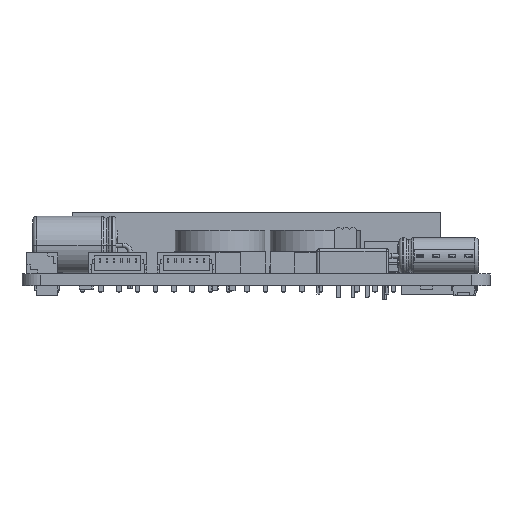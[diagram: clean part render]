
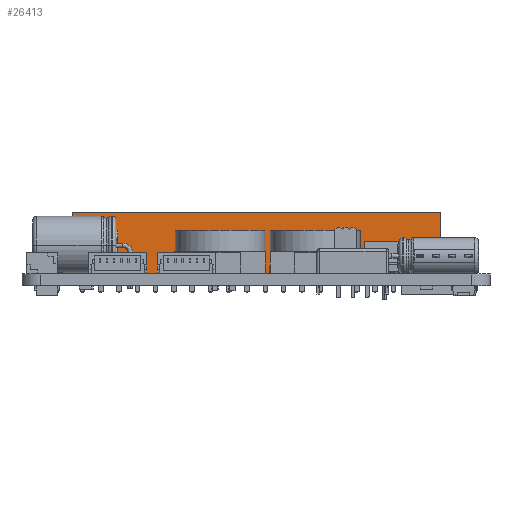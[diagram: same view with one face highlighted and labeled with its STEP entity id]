
A CAD part, front view. The second image highlights one B-rep face of the part: STEP entity #26413.
In plain terms, the highlighted face is planar.
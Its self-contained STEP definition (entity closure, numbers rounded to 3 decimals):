
#26388 = VERTEX_POINT('',#26389);
#26389 = CARTESIAN_POINT('',(1.42,0.,2.5));
#26395 = EDGE_CURVE('',#26396,#26388,#26398,.T.);
#26396 = VERTEX_POINT('',#26397);
#26397 = CARTESIAN_POINT('',(-49.68,0.,2.5));
#26398 = LINE('',#26399,#26400);
#26399 = CARTESIAN_POINT('',(-1.42,0.,2.5));
#26400 = VECTOR('',#26401,1.);
#26401 = DIRECTION('',(1.,0.,0.));
#26413 = ADVANCED_FACE('',(#26414),#26439,.T.);
#26414 = FACE_BOUND('',#26415,.T.);
#26415 = EDGE_LOOP('',(#26416,#26417,#26425,#26433));
#26416 = ORIENTED_EDGE('',*,*,#26395,.T.);
#26417 = ORIENTED_EDGE('',*,*,#26418,.F.);
#26418 = EDGE_CURVE('',#26419,#26388,#26421,.T.);
#26419 = VERTEX_POINT('',#26420);
#26420 = CARTESIAN_POINT('',(1.42,8.5,2.5));
#26421 = LINE('',#26422,#26423);
#26422 = CARTESIAN_POINT('',(1.42,0.,2.5));
#26423 = VECTOR('',#26424,1.);
#26424 = DIRECTION('',(0.,-1.,0.));
#26425 = ORIENTED_EDGE('',*,*,#26426,.F.);
#26426 = EDGE_CURVE('',#26427,#26419,#26429,.T.);
#26427 = VERTEX_POINT('',#26428);
#26428 = CARTESIAN_POINT('',(-49.68,8.5,2.5));
#26429 = LINE('',#26430,#26431);
#26430 = CARTESIAN_POINT('',(-1.42,8.5,2.5));
#26431 = VECTOR('',#26432,1.);
#26432 = DIRECTION('',(1.,0.,0.));
#26433 = ORIENTED_EDGE('',*,*,#26434,.T.);
#26434 = EDGE_CURVE('',#26427,#26396,#26435,.T.);
#26435 = LINE('',#26436,#26437);
#26436 = CARTESIAN_POINT('',(-49.68,0.,2.5));
#26437 = VECTOR('',#26438,1.);
#26438 = DIRECTION('',(0.,-1.,0.));
#26439 = PLANE('',#26440);
#26440 = AXIS2_PLACEMENT_3D('',#26441,#26442,#26443);
#26441 = CARTESIAN_POINT('',(-1.42,0.,2.5));
#26442 = DIRECTION('',(0.,0.,1.));
#26443 = DIRECTION('',(1.,0.,0.));
